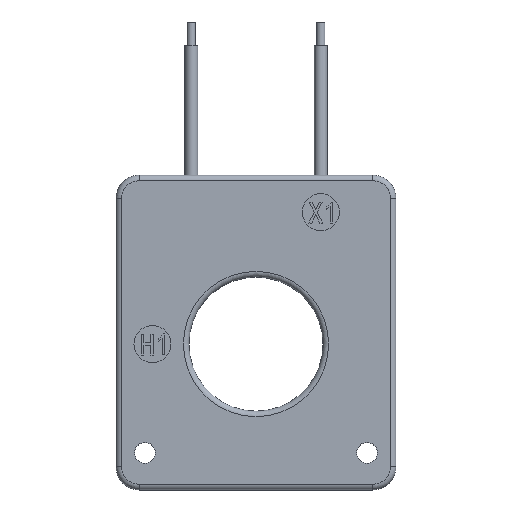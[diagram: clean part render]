
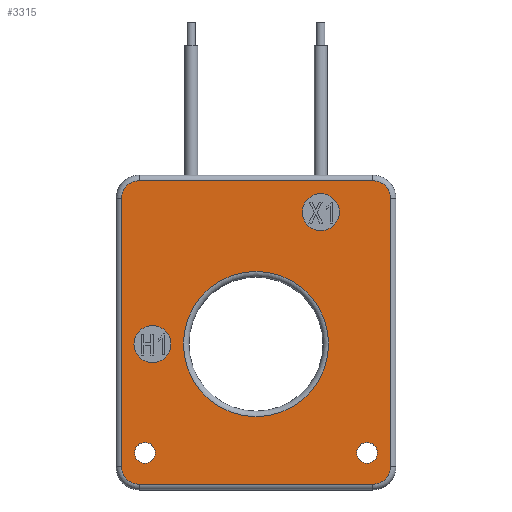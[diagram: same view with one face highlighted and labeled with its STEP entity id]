
A CAD part, top view. The second image highlights one B-rep face of the part: STEP entity #3315.
In plain terms, the highlighted planar face has unit normal (0, 0, 1).
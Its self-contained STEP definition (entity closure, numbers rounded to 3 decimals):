
#85=FACE_BOUND('',#504,.T.);
#86=FACE_BOUND('',#505,.T.);
#87=FACE_BOUND('',#506,.T.);
#88=FACE_BOUND('',#507,.T.);
#89=FACE_BOUND('',#508,.T.);
#132=PLANE('',#3652);
#293=FACE_OUTER_BOUND('',#503,.T.);
#503=EDGE_LOOP('',(#2659,#2660,#2661,#2662,#2663,#2664,#2665,#2666));
#504=EDGE_LOOP('',(#2667));
#505=EDGE_LOOP('',(#2668));
#506=EDGE_LOOP('',(#2669));
#507=EDGE_LOOP('',(#2670));
#508=EDGE_LOOP('',(#2671));
#780=LINE('',#5310,#1115);
#781=LINE('',#5314,#1116);
#782=LINE('',#5318,#1117);
#783=LINE('',#5322,#1118);
#1115=VECTOR('',#4315,1000.);
#1116=VECTOR('',#4318,1000.);
#1117=VECTOR('',#4321,1000.);
#1118=VECTOR('',#4324,1000.);
#1364=CIRCLE('',#3592,2.25);
#1366=CIRCLE('',#3595,2.25);
#1379=CIRCLE('',#3614,4.);
#1381=CIRCLE('',#3617,4.);
#1388=CIRCLE('',#3627,15.7);
#1407=CIRCLE('',#3653,3.8);
#1408=CIRCLE('',#3654,3.8);
#1409=CIRCLE('',#3655,3.8);
#1410=CIRCLE('',#3656,3.8);
#1546=VERTEX_POINT('',#5140);
#1548=VERTEX_POINT('',#5146);
#1565=VERTEX_POINT('',#5190);
#1567=VERTEX_POINT('',#5196);
#1573=VERTEX_POINT('',#5214);
#1612=VERTEX_POINT('',#5308);
#1613=VERTEX_POINT('',#5309);
#1614=VERTEX_POINT('',#5311);
#1615=VERTEX_POINT('',#5313);
#1616=VERTEX_POINT('',#5315);
#1617=VERTEX_POINT('',#5317);
#1618=VERTEX_POINT('',#5319);
#1619=VERTEX_POINT('',#5321);
#1908=EDGE_CURVE('',#1546,#1546,#1364,.T.);
#1911=EDGE_CURVE('',#1548,#1548,#1366,.T.);
#1932=EDGE_CURVE('',#1565,#1565,#1379,.T.);
#1935=EDGE_CURVE('',#1567,#1567,#1381,.T.);
#1944=EDGE_CURVE('',#1573,#1573,#1388,.T.);
#1991=EDGE_CURVE('',#1612,#1613,#780,.T.);
#1992=EDGE_CURVE('',#1613,#1614,#1407,.T.);
#1993=EDGE_CURVE('',#1614,#1615,#781,.T.);
#1994=EDGE_CURVE('',#1615,#1616,#1408,.T.);
#1995=EDGE_CURVE('',#1616,#1617,#782,.T.);
#1996=EDGE_CURVE('',#1617,#1618,#1409,.T.);
#1997=EDGE_CURVE('',#1618,#1619,#783,.T.);
#1998=EDGE_CURVE('',#1619,#1612,#1410,.T.);
#2659=ORIENTED_EDGE('',*,*,#1991,.T.);
#2660=ORIENTED_EDGE('',*,*,#1992,.T.);
#2661=ORIENTED_EDGE('',*,*,#1993,.T.);
#2662=ORIENTED_EDGE('',*,*,#1994,.T.);
#2663=ORIENTED_EDGE('',*,*,#1995,.T.);
#2664=ORIENTED_EDGE('',*,*,#1996,.T.);
#2665=ORIENTED_EDGE('',*,*,#1997,.T.);
#2666=ORIENTED_EDGE('',*,*,#1998,.T.);
#2667=ORIENTED_EDGE('',*,*,#1932,.F.);
#2668=ORIENTED_EDGE('',*,*,#1935,.F.);
#2669=ORIENTED_EDGE('',*,*,#1944,.T.);
#2670=ORIENTED_EDGE('',*,*,#1908,.F.);
#2671=ORIENTED_EDGE('',*,*,#1911,.F.);
#3315=ADVANCED_FACE('',(#293,#85,#86,#87,#88,#89),#132,.T.);
#3592=AXIS2_PLACEMENT_3D('',#5142,#4153,#4154);
#3595=AXIS2_PLACEMENT_3D('',#5148,#4160,#4161);
#3614=AXIS2_PLACEMENT_3D('',#5192,#4206,#4207);
#3617=AXIS2_PLACEMENT_3D('',#5198,#4213,#4214);
#3627=AXIS2_PLACEMENT_3D('',#5216,#4235,#4236);
#3652=AXIS2_PLACEMENT_3D('',#5307,#4313,#4314);
#3653=AXIS2_PLACEMENT_3D('',#5312,#4316,#4317);
#3654=AXIS2_PLACEMENT_3D('',#5316,#4319,#4320);
#3655=AXIS2_PLACEMENT_3D('',#5320,#4322,#4323);
#3656=AXIS2_PLACEMENT_3D('',#5323,#4325,#4326);
#4153=DIRECTION('center_axis',(0.,0.,1.));
#4154=DIRECTION('ref_axis',(-1.,0.,0.));
#4160=DIRECTION('center_axis',(0.,0.,1.));
#4161=DIRECTION('ref_axis',(1.,0.,0.));
#4206=DIRECTION('center_axis',(0.,0.,1.));
#4207=DIRECTION('ref_axis',(1.,0.,0.));
#4213=DIRECTION('center_axis',(0.,0.,1.));
#4214=DIRECTION('ref_axis',(1.,0.,0.));
#4235=DIRECTION('center_axis',(0.,0.,-1.));
#4236=DIRECTION('ref_axis',(1.,0.,0.));
#4313=DIRECTION('center_axis',(0.,0.,1.));
#4314=DIRECTION('ref_axis',(1.,0.,0.));
#4315=DIRECTION('',(-1.,0.,0.));
#4316=DIRECTION('center_axis',(0.,0.,1.));
#4317=DIRECTION('ref_axis',(1.,0.,0.));
#4318=DIRECTION('',(0.,-1.,0.));
#4319=DIRECTION('center_axis',(0.,0.,1.));
#4320=DIRECTION('ref_axis',(1.,0.,0.));
#4321=DIRECTION('',(1.,0.,0.));
#4322=DIRECTION('center_axis',(0.,0.,1.));
#4323=DIRECTION('ref_axis',(1.,0.,0.));
#4324=DIRECTION('',(0.,1.,0.));
#4325=DIRECTION('center_axis',(0.,0.,1.));
#4326=DIRECTION('ref_axis',(1.,0.,0.));
#5140=CARTESIAN_POINT('',(21.75,-26.,12.));
#5142=CARTESIAN_POINT('Origin',(24.,-26.,12.));
#5146=CARTESIAN_POINT('',(-26.25,-26.,12.));
#5148=CARTESIAN_POINT('Origin',(-24.,-26.,12.));
#5190=CARTESIAN_POINT('',(-26.375,-2.5,12.));
#5192=CARTESIAN_POINT('Origin',(-22.375,-2.5,12.));
#5196=CARTESIAN_POINT('',(10.,26.,12.));
#5198=CARTESIAN_POINT('Origin',(14.,26.,12.));
#5214=CARTESIAN_POINT('',(-15.7,-2.5,12.));
#5216=CARTESIAN_POINT('Origin',(0.,-2.5,12.));
#5307=CARTESIAN_POINT('Origin',(-25.25,-29.,12.));
#5308=CARTESIAN_POINT('',(25.25,32.8,12.));
#5309=CARTESIAN_POINT('',(-25.25,32.8,12.));
#5310=CARTESIAN_POINT('',(-25.25,32.8,12.));
#5311=CARTESIAN_POINT('',(-29.05,29.,12.));
#5312=CARTESIAN_POINT('Origin',(-25.25,29.,12.));
#5313=CARTESIAN_POINT('',(-29.05,-29.,12.));
#5314=CARTESIAN_POINT('',(-29.05,-29.,12.));
#5315=CARTESIAN_POINT('',(-25.25,-32.8,12.));
#5316=CARTESIAN_POINT('Origin',(-25.25,-29.,12.));
#5317=CARTESIAN_POINT('',(25.25,-32.8,12.));
#5318=CARTESIAN_POINT('',(25.25,-32.8,12.));
#5319=CARTESIAN_POINT('',(29.05,-29.,12.));
#5320=CARTESIAN_POINT('Origin',(25.25,-29.,12.));
#5321=CARTESIAN_POINT('',(29.05,29.,12.));
#5322=CARTESIAN_POINT('',(29.05,29.,12.));
#5323=CARTESIAN_POINT('Origin',(25.25,29.,12.));
